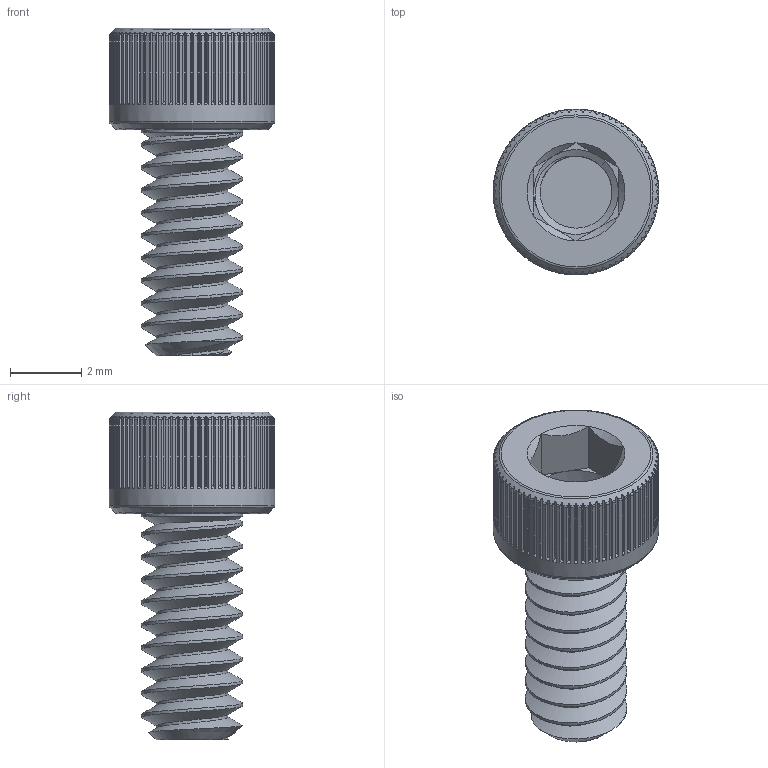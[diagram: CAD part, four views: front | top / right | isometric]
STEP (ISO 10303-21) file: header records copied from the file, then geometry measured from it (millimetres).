
FILE_DESCRIPTION(/* description */ (''),/* implementation_level */ '2;1');
FILE_NAME(/* name */ '4-40 Bolt_v1.step',/* time_stamp */ '2024-02-15T15:43:01-05:00',/* author */ (''),/* organization */ (''),/* preprocessor_version */ 'ST-DEVELOPER v20',/* originating_system */ 'Autodesk Translation Framework v12.20.1.177',/* authorisation */ '');
FILE_SCHEMA (('AUTOMOTIVE_DESIGN { 1 0 10303 214 3 1 1 }'));
Length unit declared in the file: inch
Products named in the file (1): 4-40 Bolt
Bounding box: 4.65 x 4.65 x 9.19 mm (x, y, z)
Volume: 68.9 mm3; surface area: 177.7 mm2
Topology: 1 solids, 1 shells, 414 faces, 1208 edges, 797 vertices
Faces by surface type: plane 159, cylinder 94, cone 84, torus 75, bspline 2
Full cylindrical faces by diameter (mm): 2.02 x9, 2.845 x9, 4.648 x1
Entity records: 17339 total; most frequent: CARTESIAN_POINT 7104, ORIENTED_EDGE 2414, DIRECTION 1941, EDGE_CURVE 1207, AXIS2_PLACEMENT_3D 805, VERTEX_POINT 797, EDGE_LOOP 416, FACE_OUTER_BOUND 414
